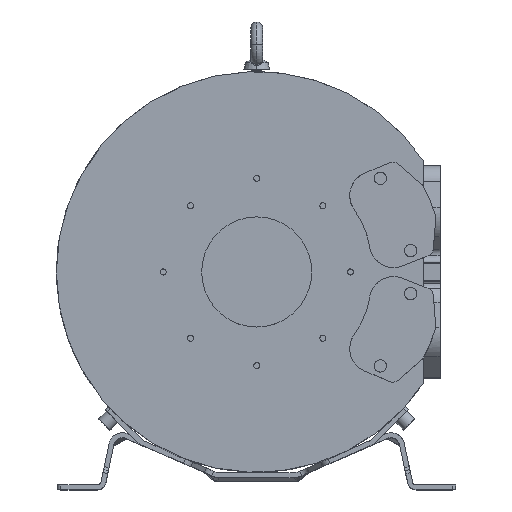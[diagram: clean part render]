
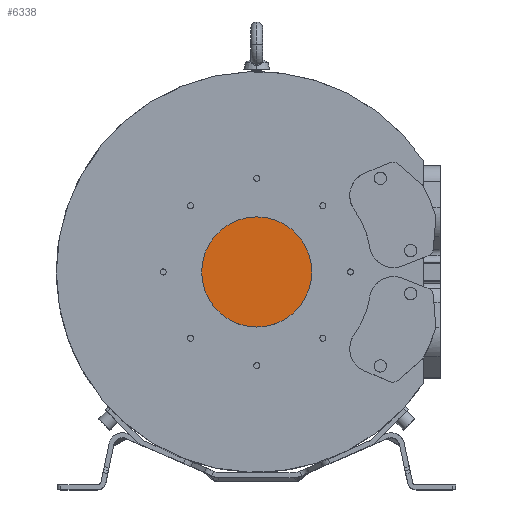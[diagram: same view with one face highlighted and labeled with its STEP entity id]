
A CAD part, top view. The second image highlights one B-rep face of the part: STEP entity #6338.
In plain terms, the highlighted planar face has unit normal (0, 0, 1).
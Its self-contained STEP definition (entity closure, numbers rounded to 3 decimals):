
#558 = DIRECTION ( 'NONE',  ( 0., 0., 1. ) ) ;
#2549 = CARTESIAN_POINT ( 'NONE',  ( 0., 0., -21.4 ) ) ;
#5011 = EDGE_LOOP ( 'NONE', ( #12502, #9336 ) ) ;
#5309 = PLANE ( 'NONE',  #13123 ) ;
#6240 = DIRECTION ( 'NONE',  ( 0., 0., 1. ) ) ;
#6338 = ADVANCED_FACE ( 'NONE', ( #25957 ), #5309, .T. ) ;
#6384 = DIRECTION ( 'NONE',  ( 1., 0., 0. ) ) ;
#6582 = CIRCLE ( 'NONE', #23558, 45. ) ;
#9336 = ORIENTED_EDGE ( 'NONE', *, *, #15908, .T. ) ;
#9784 = CARTESIAN_POINT ( 'NONE',  ( -45., 0., -21.4 ) ) ;
#9803 = VERTEX_POINT ( 'NONE', #9784 ) ;
#10645 = AXIS2_PLACEMENT_3D ( 'NONE', #17157, #558, #19550 ) ;
#10668 = CIRCLE ( 'NONE', #10645, 45. ) ;
#12502 = ORIENTED_EDGE ( 'NONE', *, *, #27053, .T. ) ;
#13123 = AXIS2_PLACEMENT_3D ( 'NONE', #2549, #19432, #26258 ) ;
#15908 = EDGE_CURVE ( 'NONE', #23642, #9803, #6582, .T. ) ;
#17157 = CARTESIAN_POINT ( 'NONE',  ( 0., 0., -21.4 ) ) ;
#17405 = CARTESIAN_POINT ( 'NONE',  ( 45., 0., -21.4 ) ) ;
#19432 = DIRECTION ( 'NONE',  ( 0., 0., 1. ) ) ;
#19550 = DIRECTION ( 'NONE',  ( 1., 0., 0. ) ) ;
#20499 = CARTESIAN_POINT ( 'NONE',  ( 0., 0., -21.4 ) ) ;
#23558 = AXIS2_PLACEMENT_3D ( 'NONE', #20499, #6240, #6384 ) ;
#23642 = VERTEX_POINT ( 'NONE', #17405 ) ;
#25957 = FACE_OUTER_BOUND ( 'NONE', #5011, .T. ) ;
#26258 = DIRECTION ( 'NONE',  ( 1., 0., 0. ) ) ;
#27053 = EDGE_CURVE ( 'NONE', #9803, #23642, #10668, .T. ) ;
